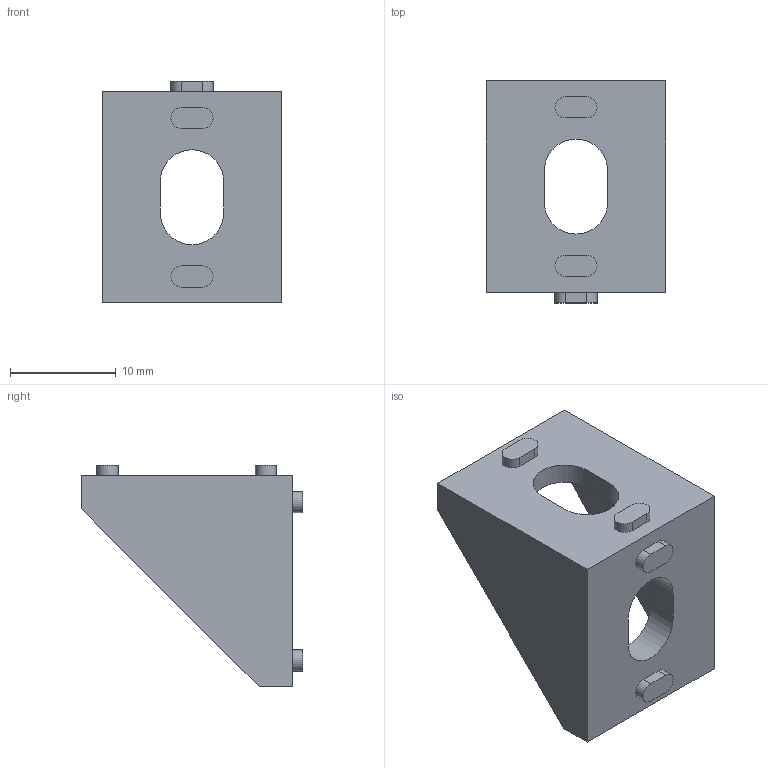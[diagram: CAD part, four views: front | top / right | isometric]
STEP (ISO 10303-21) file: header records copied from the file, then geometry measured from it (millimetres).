
FILE_DESCRIPTION(/* description */ (''),/* implementation_level */ '2;1');
FILE_NAME(/* name */ 'Angle Bracket 2020 Aluminium Profile Joiner v1.step',/* time_stamp */ '2023-10-13T19:19:59+05:30',/* author */ (''),/* organization */ (''),/* preprocessor_version */ 'ST-DEVELOPER v20',/* originating_system */ 'Autodesk Translation Framework v12.14.0.127',/* authorisation */ '');
FILE_SCHEMA (('AUTOMOTIVE_DESIGN { 1 0 10303 214 3 1 1 }'));
Length unit declared in the file: millimetre
Products named in the file (1): Angle Bracket 2020 Aluminium Profile Joiner
Bounding box: 17 x 21 x 21 mm (x, y, z)
Volume: 2051.3 mm3; surface area: 2145 mm2
Topology: 1 solids, 1 shells, 40 faces, 102 edges, 68 vertices
Faces by surface type: plane 28, cylinder 12
Entity records: 1251 total; most frequent: CARTESIAN_POINT 211, DIRECTION 208, ORIENTED_EDGE 204, EDGE_CURVE 102, LINE 78, VECTOR 78, VERTEX_POINT 68, AXIS2_PLACEMENT_3D 65
